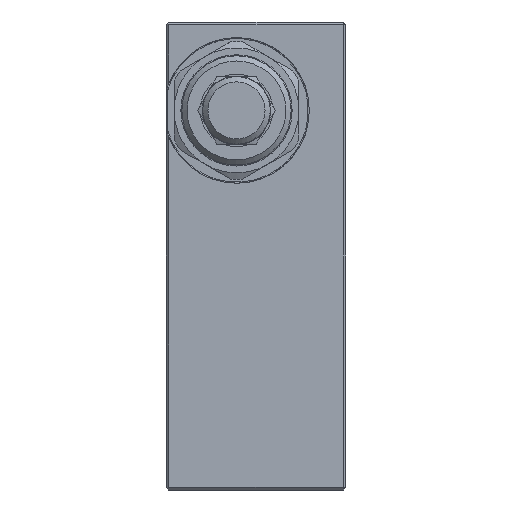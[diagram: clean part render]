
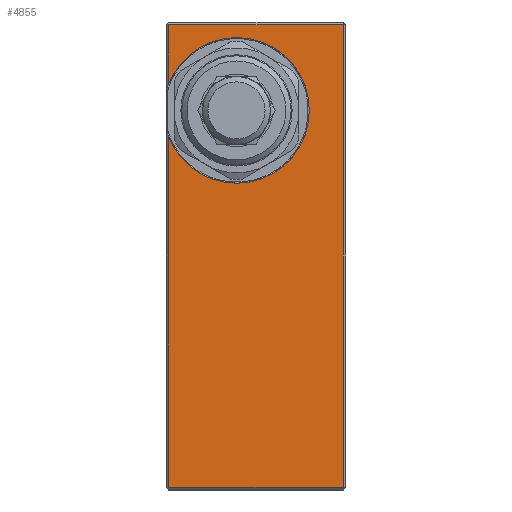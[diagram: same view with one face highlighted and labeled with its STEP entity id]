
A CAD part, left-side view. The second image highlights one B-rep face of the part: STEP entity #4855.
In plain terms, the highlighted planar face has unit normal (-1, 0, 0).
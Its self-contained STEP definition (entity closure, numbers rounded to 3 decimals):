
#338=CIRCLE('',#5153,14.);
#578=ORIENTED_EDGE('',*,*,#1486,.T.);
#579=ORIENTED_EDGE('',*,*,#1494,.T.);
#580=ORIENTED_EDGE('',*,*,#1495,.T.);
#581=ORIENTED_EDGE('',*,*,#1496,.T.);
#582=ORIENTED_EDGE('',*,*,#1497,.T.);
#583=ORIENTED_EDGE('',*,*,#1498,.T.);
#1486=EDGE_CURVE('',#1945,#1944,#338,.T.);
#1494=EDGE_CURVE('',#1944,#1952,#2266,.T.);
#1495=EDGE_CURVE('',#1952,#1953,#2267,.T.);
#1496=EDGE_CURVE('',#1953,#1954,#2268,.T.);
#1497=EDGE_CURVE('',#1954,#1955,#2269,.T.);
#1498=EDGE_CURVE('',#1955,#1945,#2270,.T.);
#1944=VERTEX_POINT('',#6707);
#1945=VERTEX_POINT('',#6709);
#1952=VERTEX_POINT('',#6727);
#1953=VERTEX_POINT('',#6729);
#1954=VERTEX_POINT('',#6731);
#1955=VERTEX_POINT('',#6733);
#2266=LINE('',#6726,#2366);
#2267=LINE('',#6728,#2367);
#2268=LINE('',#6730,#2368);
#2269=LINE('',#6732,#2369);
#2270=LINE('',#6734,#2370);
#2366=VECTOR('',#5664,1000.);
#2367=VECTOR('',#5665,1000.);
#2368=VECTOR('',#5666,1000.);
#2369=VECTOR('',#5667,1000.);
#2370=VECTOR('',#5668,1000.);
#2468=EDGE_LOOP('',(#578,#579,#580,#581,#582,#583));
#2868=FACE_BOUND('',#2468,.T.);
#3266=PLANE('',#5162);
#4855=ADVANCED_FACE('',(#2868),#3266,.F.);
#5153=AXIS2_PLACEMENT_3D('',#6708,#5643,#5644);
#5162=AXIS2_PLACEMENT_3D('',#6725,#5662,#5663);
#5643=DIRECTION('',(1.,0.,0.));
#5644=DIRECTION('',(0.,0.,1.));
#5662=DIRECTION('',(1.,0.,0.));
#5663=DIRECTION('',(0.,0.,-1.));
#5664=DIRECTION('',(0.,0.,-1.));
#5665=DIRECTION('',(0.,-1.,0.));
#5666=DIRECTION('',(0.,0.,1.));
#5667=DIRECTION('',(0.,1.,0.));
#5668=DIRECTION('',(0.,0.,-1.));
#6707=CARTESIAN_POINT('',(-35.,16.5,22.804));
#6708=CARTESIAN_POINT('',(-35.,3.5,28.));
#6709=CARTESIAN_POINT('',(-35.,16.5,33.196));
#6725=CARTESIAN_POINT('',(-35.,-130.229,45.));
#6726=CARTESIAN_POINT('',(-35.,16.5,-44.5));
#6727=CARTESIAN_POINT('',(-35.,16.5,-44.5));
#6728=CARTESIAN_POINT('',(-35.,-130.229,-44.5));
#6729=CARTESIAN_POINT('',(-35.,-17.,-44.5));
#6730=CARTESIAN_POINT('',(-35.,-17.,45.));
#6731=CARTESIAN_POINT('',(-35.,-17.,44.5));
#6732=CARTESIAN_POINT('',(-35.,-130.229,44.5));
#6733=CARTESIAN_POINT('',(-35.,16.5,44.5));
#6734=CARTESIAN_POINT('',(-35.,16.5,31.708));
